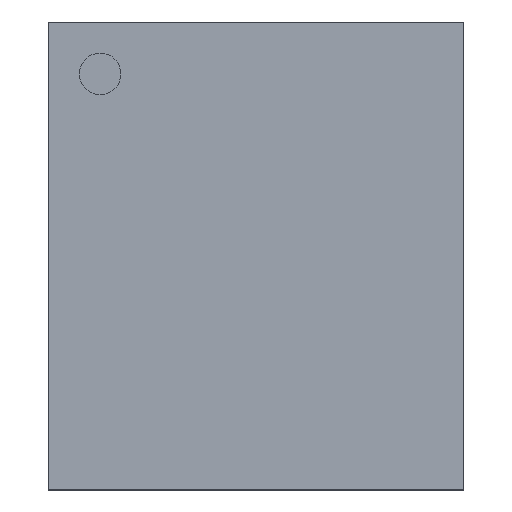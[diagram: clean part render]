
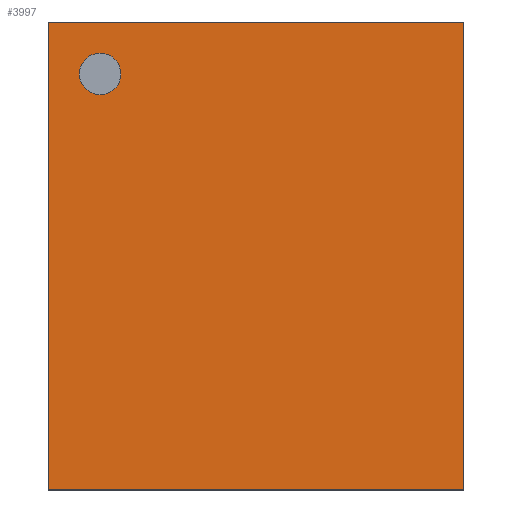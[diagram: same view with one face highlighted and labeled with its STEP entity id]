
A CAD part, top view. The second image highlights one B-rep face of the part: STEP entity #3997.
In plain terms, the highlighted face is planar.
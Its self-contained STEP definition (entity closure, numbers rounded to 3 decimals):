
#156=FACE_OUTER_BOUND('',#375,.T.);
#375=EDGE_LOOP('',(#2995,#2996,#2997,#2998));
#636=LINE('',#5667,#1193);
#665=LINE('',#5726,#1222);
#737=LINE('',#5867,#1294);
#757=LINE('',#5900,#1314);
#1193=VECTOR('',#4558,4.);
#1222=VECTOR('',#4617,4.5);
#1294=VECTOR('',#4757,4.);
#1314=VECTOR('',#4779,4.5);
#1746=VERTEX_POINT('',#5664);
#1747=VERTEX_POINT('',#5666);
#1762=VERTEX_POINT('',#5725);
#1797=VERTEX_POINT('',#5866);
#2130=EDGE_CURVE('',#1747,#1746,#636,.T.);
#2159=EDGE_CURVE('',#1762,#1747,#665,.T.);
#2231=EDGE_CURVE('',#1797,#1762,#737,.T.);
#2251=EDGE_CURVE('',#1746,#1797,#757,.T.);
#2995=ORIENTED_EDGE('',*,*,#2251,.T.);
#2996=ORIENTED_EDGE('',*,*,#2231,.T.);
#2997=ORIENTED_EDGE('',*,*,#2159,.T.);
#2998=ORIENTED_EDGE('',*,*,#2130,.T.);
#3785=PLANE('',#4254);
#3997=ADVANCED_FACE('',(#156),#3785,.T.);
#4254=AXIS2_PLACEMENT_3D('',#5901,#4780,#4781);
#4558=DIRECTION('',(-1.,0.,0.));
#4617=DIRECTION('',(0.,0.,-1.));
#4757=DIRECTION('',(1.,0.,0.));
#4779=DIRECTION('',(0.,0.,1.));
#4780=DIRECTION('center_axis',(0.,1.,0.));
#4781=DIRECTION('ref_axis',(1.,0.,0.));
#5664=CARTESIAN_POINT('',(-2.,2.075,-2.25));
#5666=CARTESIAN_POINT('',(2.,2.075,-2.25));
#5667=CARTESIAN_POINT('',(2.,2.075,-2.25));
#5725=CARTESIAN_POINT('',(2.,2.075,2.25));
#5726=CARTESIAN_POINT('',(2.,2.075,2.25));
#5866=CARTESIAN_POINT('',(-2.,2.075,2.25));
#5867=CARTESIAN_POINT('',(-2.,2.075,2.25));
#5900=CARTESIAN_POINT('',(-2.,2.075,-2.25));
#5901=CARTESIAN_POINT('Origin',(0.,2.075,0.));
